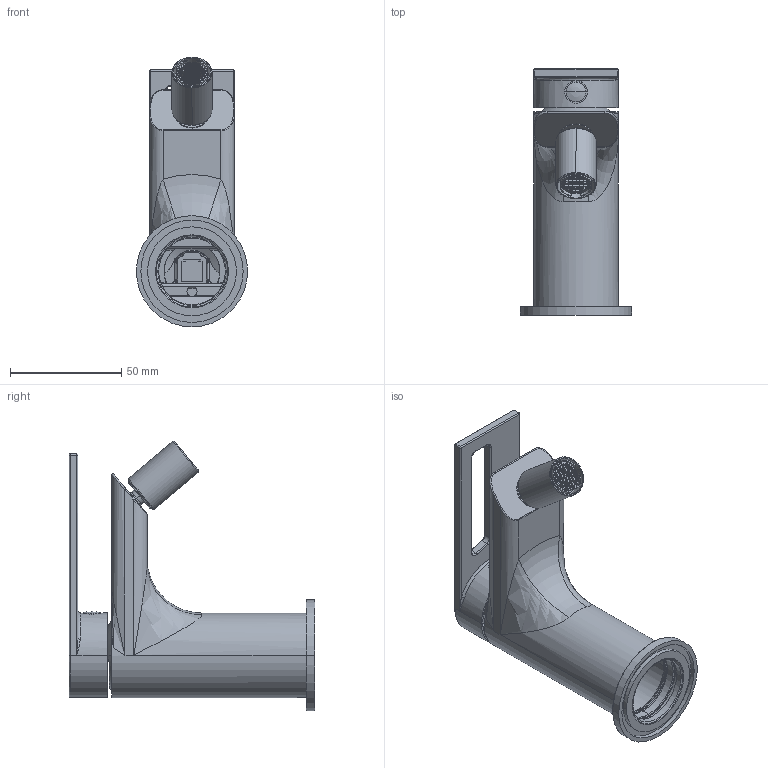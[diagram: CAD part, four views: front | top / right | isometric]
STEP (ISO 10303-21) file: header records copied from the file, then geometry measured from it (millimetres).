
FILE_DESCRIPTION((''),'2;1');
FILE_NAME('AOTT301','2021-05-25T08:52:05',('Michela Ferrini'),(''),'CREO PARAMETRIC BY PTC INC, 2020281','CREO PARAMETRIC BY PTC INC, 2020281','');
FILE_SCHEMA(('CONFIG_CONTROL_DESIGN'));
Length unit declared in the file: millimetre
Products named in the file (8): AOTT301C001; AOTT005C001; SPLMAC0001; SCCMAC0001; SBTMAC0002; SSNMAC0001; SARMAC0018; AOTT301
Assembly tree (7 placements, depth 2):
  AOTT301
    AOTT301C001
    AOTT005C001
    SPLMAC0001
    SCCMAC0001
    SBTMAC0002
    SSNMAC0001
    SARMAC0018
Bounding box: 50 x 110.63 x 121.33 mm (x, y, z)
Volume: 79178.5 mm3; surface area: 58807.7 mm2
Topology: 7 solids, 22 shells, 2525 faces, 6206 edges, 3895 vertices
Faces by surface type: plane 1192, cylinder 668, cone 388, bspline 139, torus 119, sphere 19
Entity records: 93542 total; most frequent: CARTESIAN_POINT 40359, ORIENTED_EDGE 12292, DIRECTION 8733, EDGE_CURVE 6187, VERTEX_POINT 3869, AXIS2_PLACEMENT_3D 3458, B_SPLINE_CURVE_WITH_KNOTS 3349, EDGE_LOOP 2729
